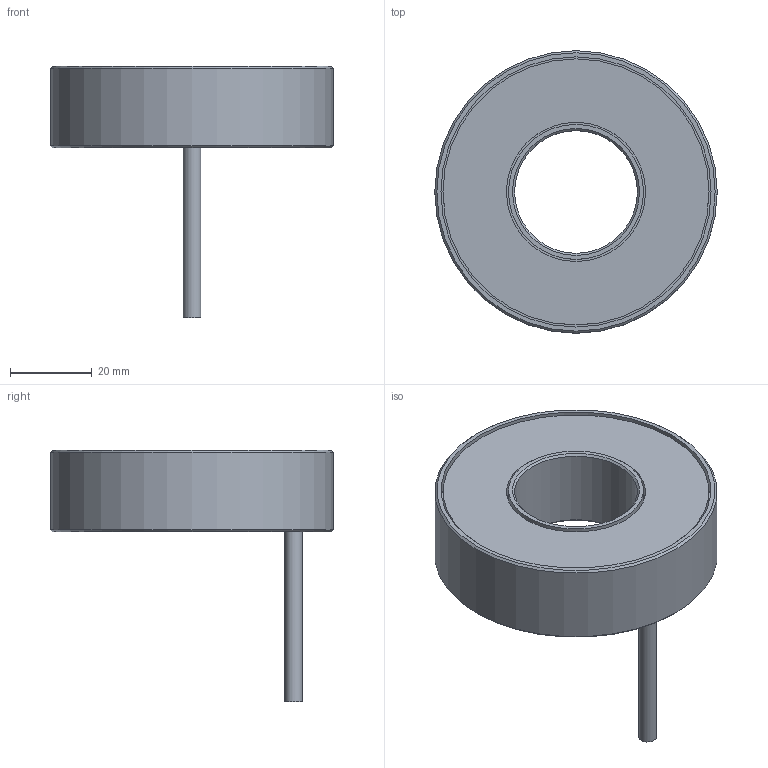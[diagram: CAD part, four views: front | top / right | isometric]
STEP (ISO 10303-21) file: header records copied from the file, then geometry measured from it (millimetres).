
FILE_DESCRIPTION(/* description */ ('DISO X xxx'),/* implementation_level */ '2;1');
FILE_NAME(/* name */ 'BE-R30-F.stp',/* time_stamp */ '2015-07-21T14:57:05+02:00',/* author */ ('lsa'),/* organization */ (''),/* preprocessor_version */ 'ST-DEVELOPER v15.6',/* originating_system */ 'Autodesk Inventor 2015',/* authorisation */ '');
FILE_SCHEMA (('AUTOMOTIVE_DESIGN { 1 0 10303 214 3 1 1 }'));
Length unit declared in the file: millimetre
Products named in the file (1): Bauteil24
Bounding box: 69 x 69 x 61.5 mm (x, y, z)
Volume: 51712.5 mm3; surface area: 20347.4 mm2
Topology: 1 solids, 3 shells, 74 faces, 158 edges, 101 vertices
Faces by surface type: cylinder 42, plane 17, cone 15
Full cylindrical faces by diameter (mm): 1.567 x2, 3.242 x4, 4.3 x1, 4.5 x1, 30 x1, 33 x1, 34 x1, 65 x1, 66 x1, 69 x1
Entity records: 1930 total; most frequent: DIRECTION 364, CARTESIAN_POINT 289, ORIENTED_EDGE 242, AXIS2_PLACEMENT_3D 168, EDGE_CURVE 121, EDGE_LOOP 116, CIRCLE 93, VERTEX_POINT 93
